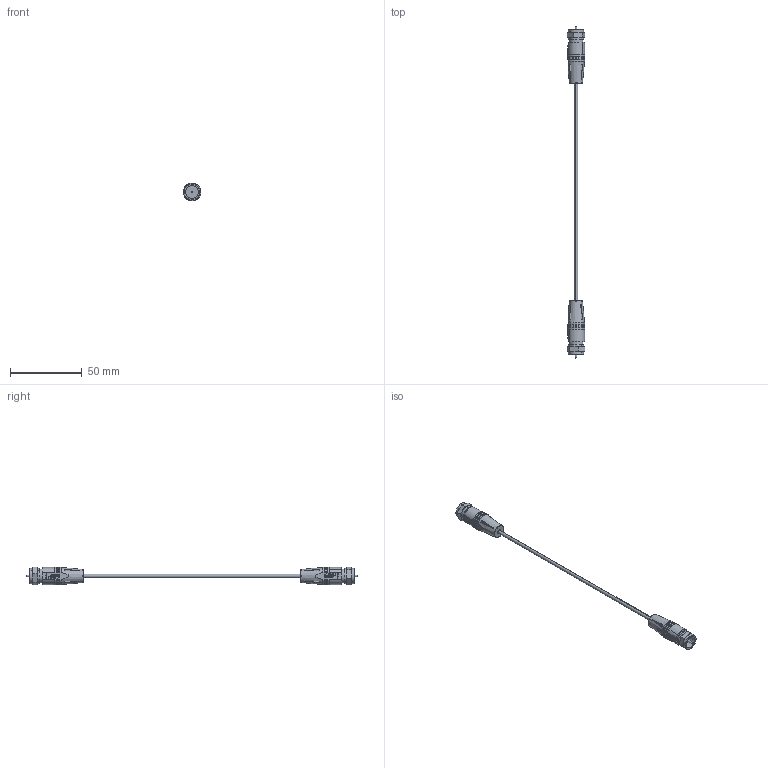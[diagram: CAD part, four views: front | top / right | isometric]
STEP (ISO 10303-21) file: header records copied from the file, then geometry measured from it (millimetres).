
FILE_DESCRIPTION (( 'STEP AP203' ), '1' );
FILE_NAME ('CTL1F.STEP', '2006-06-23T18:28:25', ( 'lcom' ), ( 'lcom' ), 'SwSTEP 2.0', 'SolidWorks 2006004', '' );
FILE_SCHEMA (( 'CONFIG_CONTROL_DESIGN' ));
Length unit declared in the file: inch
Products named in the file (5): CTL1F-MA2; CTL1F; CTL1F-MA1; MTN-019; 3AB03-009-MA1
Assembly tree (5 placements, depth 3):
  CTL1F
    CTL1F-MA1  x2
      3AB03-009-MA1
      MTN-019
    CTL1F-MA2
Bounding box: 12.27 x 230.68 x 12.36 mm (x, y, z)
Volume: 6328.3 mm3; surface area: 5633.4 mm2
Topology: 5 solids, 5 shells, 388 faces, 956 edges, 604 vertices
Faces by surface type: plane 140, cylinder 92, bspline 86, torus 54, sphere 12, cone 4
Entity records: 10419 total; most frequent: CARTESIAN_POINT 5454, ORIENTED_EDGE 954, DIRECTION 860, EDGE_CURVE 477, AXIS2_PLACEMENT_3D 328, VERTEX_POINT 302, EDGE_LOOP 211, LINE 204
